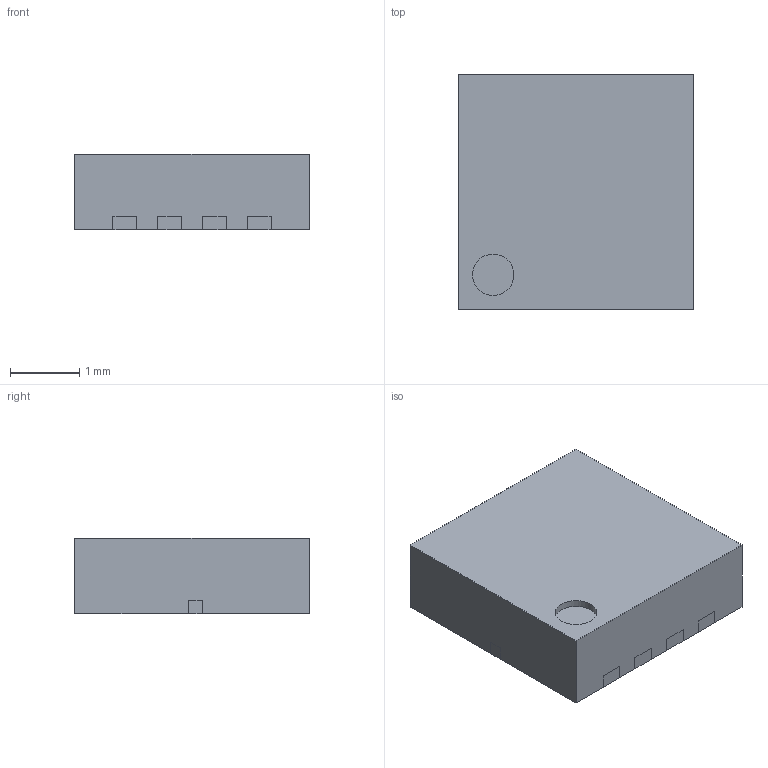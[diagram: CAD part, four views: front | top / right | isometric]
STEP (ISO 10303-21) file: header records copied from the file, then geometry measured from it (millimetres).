
FILE_DESCRIPTION(/* description */ (''),/* implementation_level */ '2;1');
FILE_NAME(/* name */ 'TEXAS_DQG (VSON-CLIP-8).stp',/* time_stamp */ '2016-04-05T10:25:06+02:00',/* author */ ('riccim'),/* organization */ ('SolidWorks'),/* preprocessor_version */ 'ST-DEVELOPER v15.5',/* originating_system */ 'AutoCAD Mechanical',/* authorisation */ ' ');
FILE_SCHEMA (('AUTOMOTIVE_DESIGN { 1 0 10303 214 3 1 1 }'));
Length unit declared in the file: millimetre
Products named in the file (1): Product
Bounding box: 3.4 x 3.4 x 1.1 mm (x, y, z)
Volume: 12.7 mm3; surface area: 56.4 mm2
Topology: 6 solids, 6 shells, 108 faces, 285 edges, 190 vertices
Faces by surface type: plane 107, cylinder 1
Full cylindrical faces by diameter (mm): 0.6 x1
Entity records: 3300 total; most frequent: CARTESIAN_POINT 583, ORIENTED_EDGE 568, DIRECTION 504, EDGE_CURVE 284, LINE 282, VECTOR 282, VERTEX_POINT 190, AXIS2_PLACEMENT_3D 111
